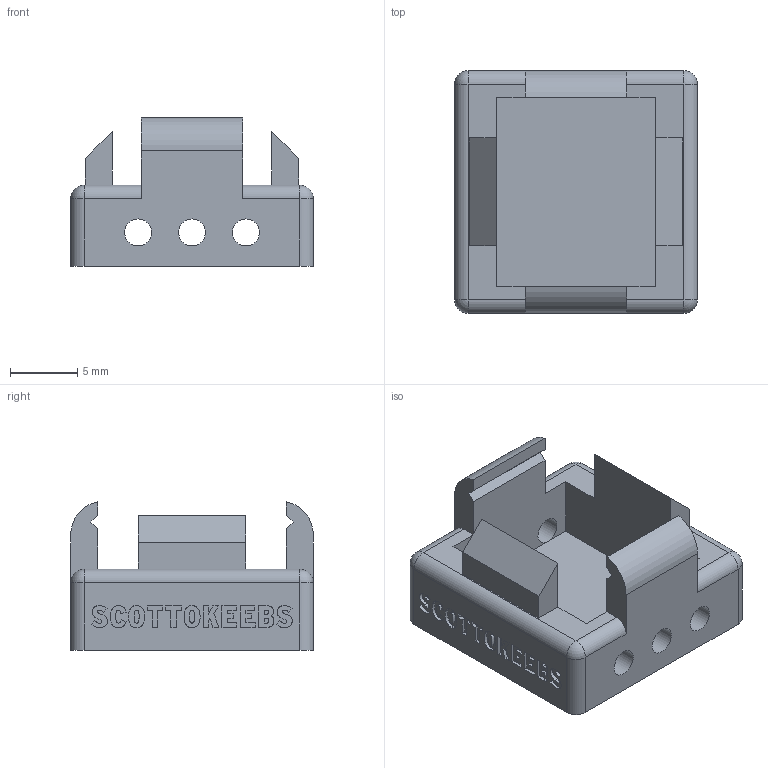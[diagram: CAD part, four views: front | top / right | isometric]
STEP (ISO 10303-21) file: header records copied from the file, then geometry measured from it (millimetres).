
FILE_DESCRIPTION(('HOOPS Exchange Step'),'2;1');
FILE_NAME('temp_export','2023-08-22T14:58:56-04:00',('jscotto'),('Shapr3D Limited'),'HOOPS Exchange 2023.2','Shapr3D','Authorized');
FILE_SCHEMA( ('AUTOMOTIVE_DESIGN { 1 0 10303 214 1 1 1 1 }') );
Length unit declared in the file: millimetre
Products named in the file (1): Kailh (Flat)
Bounding box: 18 x 18 x 11 mm (x, y, z)
Volume: 1363.2 mm3; surface area: 1660.8 mm2
Topology: 1 solids, 1 shells, 260 faces, 692 edges, 454 vertices
Faces by surface type: plane 194, bspline 44, cylinder 18, sphere 4
Full cylindrical faces by diameter (mm): 2 x6
Entity records: 10574 total; most frequent: CARTESIAN_POINT 4335, ORIENTED_EDGE 1376, DIRECTION 1076, EDGE_CURVE 688, VECTOR 558, LINE 558, VERTEX_POINT 454, EDGE_LOOP 296
